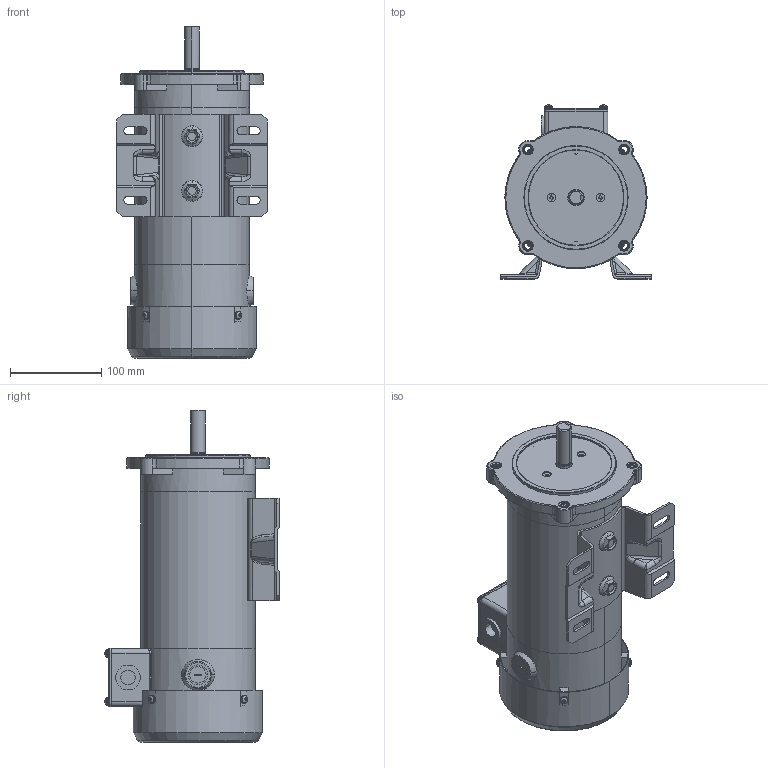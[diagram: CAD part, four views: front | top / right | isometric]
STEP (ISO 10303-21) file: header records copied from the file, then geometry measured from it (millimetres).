
FILE_DESCRIPTION (( 'STEP AP214' ), '1' );
FILE_NAME ('WPMDC34-18-90-180-56CB b.STEP', '2019-03-25T21:12:45', ( '' ), ( '' ), 'SwSTEP 2.0', 'SolidWorks 2017', '' );
FILE_SCHEMA (( 'AUTOMOTIVE_DESIGN' ));
Length unit declared in the file: inch
Products named in the file (1): WPMDC34-18-90-180-56CB b
Bounding box: 165 x 191.03 x 364.2 mm (x, y, z)
Volume: 1208568.1 mm3; surface area: 535090.3 mm2
Topology: 33 solids, 33 shells, 1822 faces, 4869 edges, 3145 vertices
Faces by surface type: cylinder 859, plane 567, torus 196, cone 99, bspline 69, sphere 32
Entity records: 86060 total; most frequent: CARTESIAN_POINT 41270, ORIENTED_EDGE 9662, DIRECTION 9041, EDGE_CURVE 4831, AXIS2_PLACEMENT_3D 3532, VERTEX_POINT 3143, EDGE_LOOP 2058, LINE 1977
